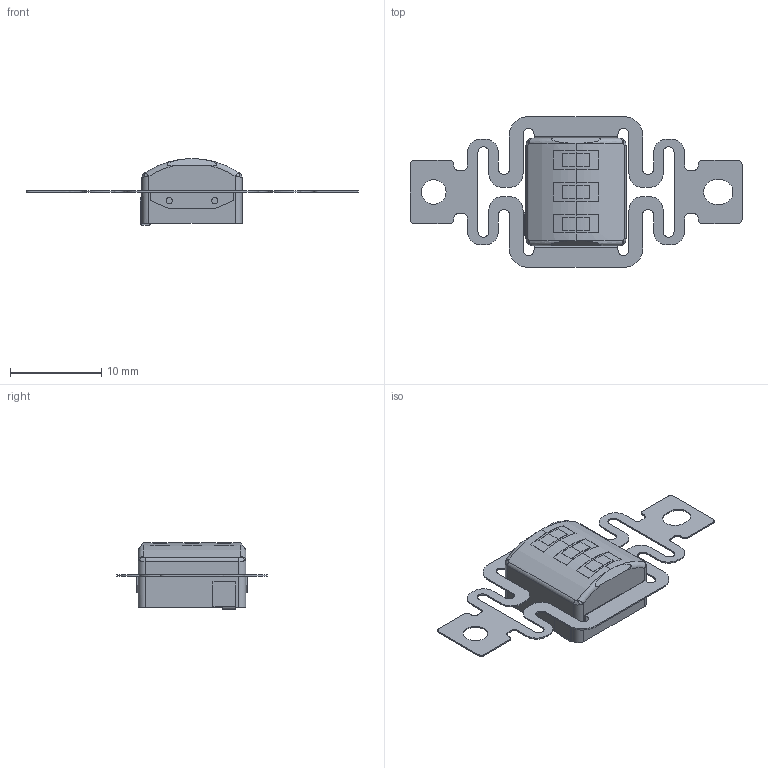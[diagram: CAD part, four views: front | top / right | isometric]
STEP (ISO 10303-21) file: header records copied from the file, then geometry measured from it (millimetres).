
FILE_DESCRIPTION (( 'STEP AP214' ), '1' );
FILE_NAME ('IDTech 80027277 Read Head Assembly.STEP', '2014-08-06T17:58:59', ( 'byoung' ), ( '' ), 'SwSTEP 2.0', 'SolidWorks 2013', '' );
FILE_SCHEMA (( 'AUTOMOTIVE_DESIGN' ));
Length unit declared in the file: inch
Products named in the file (1): IDTech 80027277 Read Head Assembly
Bounding box: 36.4 x 16.5 x 7.3 mm (x, y, z)
Volume: 644.7 mm3; surface area: 1174.7 mm2
Topology: 3 solids, 3 shells, 261 faces, 706 edges, 454 vertices
Faces by surface type: plane 156, cylinder 93, bspline 8, torus 4
Entity records: 11861 total; most frequent: CARTESIAN_POINT 1726, ORIENTED_EDGE 1404, DIRECTION 1400, EDGE_CURVE 702, AXIS2_PLACEMENT_3D 468, VECTOR 464, LINE 464, VERTEX_POINT 454
